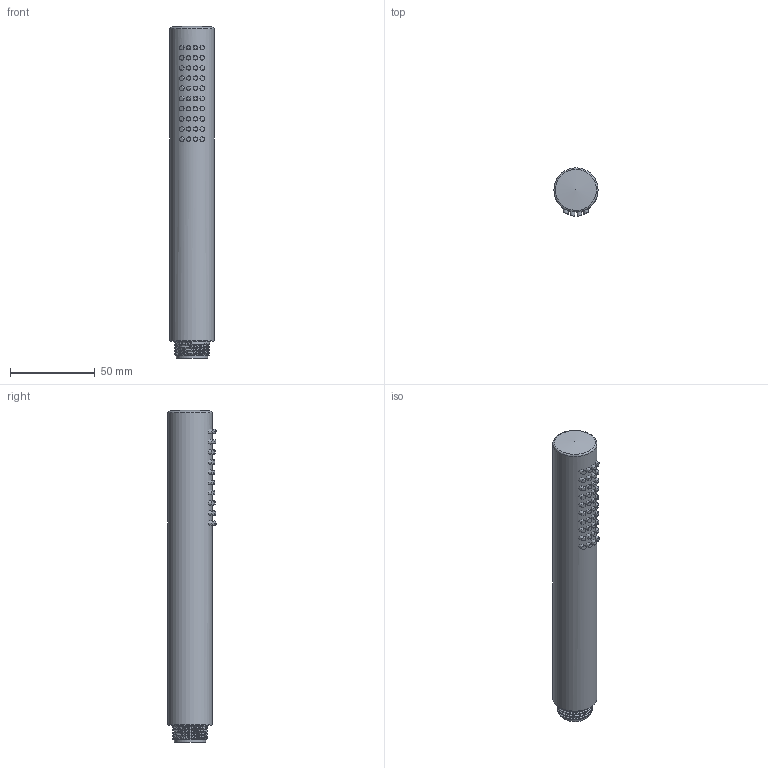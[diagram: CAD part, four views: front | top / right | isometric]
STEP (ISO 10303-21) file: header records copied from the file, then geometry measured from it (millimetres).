
FILE_DESCRIPTION(/* description */ ('Unknown'),/* implementation_level */ '2;1');
FILE_NAME(/* name */ 'm354-00',/* time_stamp */ '2022-11-11T09:15:49+01:00',/* author */ ('Unknown'),/* organization */ ('Unknown'),/* preprocessor_version */ 'ST-DEVELOPER v16.7',/* originating_system */ 'DEX',/* authorisation */ $);
FILE_SCHEMA (('AUTOMOTIVE_DESIGN {1 0 10303 214 3 1 1}'));
Length unit declared in the file: millimetre
Products named in the file (2): m354-00; E082019_00200SC_SEMPL
Assembly tree (1 placements, depth 2):
  m354-00
    E082019_00200SC_SEMPL
Bounding box: 26 x 28.36 x 195.6 mm (x, y, z)
Volume: 100029 mm3; surface area: 18088.5 mm2
Topology: 1 solids, 1 shells, 202 faces, 463 edges, 305 vertices
Faces by surface type: bspline 105, torus 47, cone 41, plane 5, cylinder 3, sphere 1
Full cylindrical faces by diameter (mm): 18.3 x1, 26 x1
Entity records: 11758 total; most frequent: CARTESIAN_POINT 7326, ORIENTED_EDGE 580, EDGE_LOOP 331, FACE_BOUND 331, EDGE_CURVE 290, B_SPLINE_CURVE_WITH_KNOTS 263, DIRECTION 235, VERTEX_POINT 219
